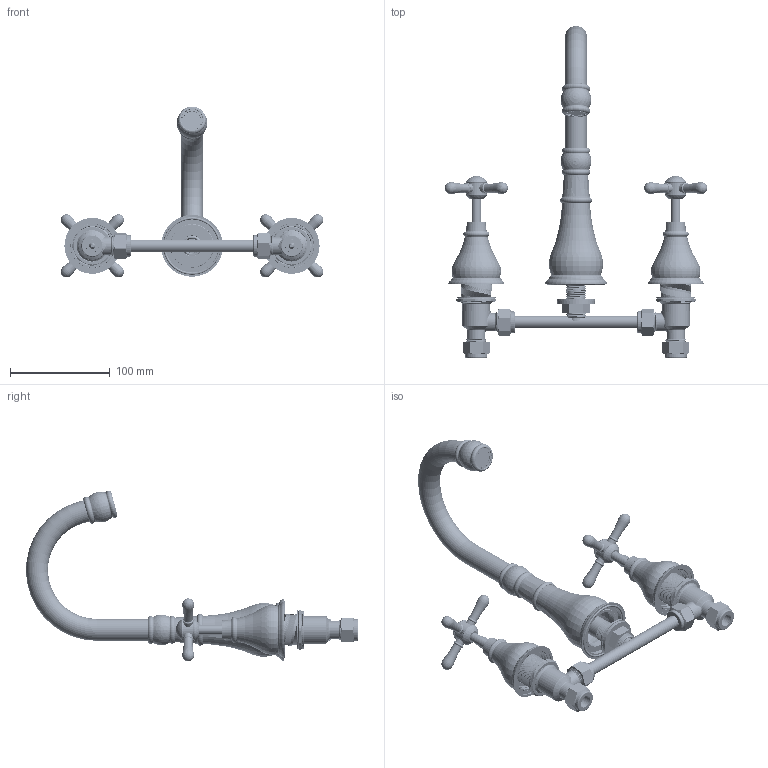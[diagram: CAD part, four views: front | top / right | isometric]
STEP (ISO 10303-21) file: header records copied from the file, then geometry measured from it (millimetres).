
FILE_DESCRIPTION (( 'STEP AP203' ), '1' );
FILE_NAME ('MV1040CH.STEP', '2020-02-26T08:16:57', ( 'Windows 蚚誧' ), ( '' ), 'SwSTEP 2.0', 'SolidWorks 2019', '' );
FILE_SCHEMA (( 'CONFIG_CONTROL_DESIGN' ));
Length unit declared in the file: millimetre
Products named in the file (53): 囀鞠褒潑芛蹟佪M5x12 (G12090G00); MV坋趼忒梟裝; MV双把面盆钟罩组件; MV堤阨諳; 菜え; 邧參醱髓褒概郪; 110慢开插齿G58阀芯（36.5阀盖）; MV22堤阨奪蟀諉璃ㄗ郪ㄘ; M4x5 囀鞠褒す傷蹟佪; 醱髓埴俔郪;     M70ZS02C     MV醱髓堤阨奪釱; Z19021D00  邧參翋极; MV坋趼忒梟; 170豜肣諉奪郪 R02001Z03; G03009C00  邧參鞠褒簽; 砦阨郋郪; 18x1.5 O型圈; MV堤阨諳ㄗ郪ㄘ; M4X5 囀鞠褒潑芛蹟佪; MV三通面盆底帽; MV双把十字手轮座加M4;    M70ZS00C     MV醱髓笘欶 ; 邧參醱髓翋极郪; G03097P00   呿蹋鞠褒簽; M16x1 22奪爾諉芛; MV22堤阨奪蟀諉璃; 臟賙M21.5X1堤阨厙; 14x3 O型圈（双把紫铜管）; 110鞣羲喳喘佪裝; G1-2醱髓酗諉芛; 28.5X22.5X1.5綻祧菜え; 囀鞠褒潑芛蹟佪M5x8  (G12096G00); 22醱髓埴俔ㄗ爾諉ㄘ; MV1040CH; M05001P00  呿蹋縐杶; 双把110慢开面盆主体组; MV1040A; M16X1 22奪爾諉簽; 22埴俔爾諉奪; 58x2.5 O型圈 - UA70MV三通底帽 ...
Assembly tree (87 placements, depth 5):
  MV1040CH
    双把110慢开面盆主体组
      邧參醱髓翋极郪
        邧參醱髓褒概郪
          Z19021D00  邧參翋极
          G03008C00   概极匐褒簽  x2
          40X32X1.5呿蹋菜え  x2
          G03009C00  邧參鞠褒簽  x2
          M05001P00  呿蹋縐杶  x2
        邧參醱髓褒概郪
          Z19021D00  邧參翋极
          G03008C00   概极匐褒簽  x2
          40X32X1.5呿蹋菜え  x2
          G03009C00  邧參鞠褒簽  x2
          M05001P00  呿蹋縐杶  x2
        170豜肣諉奪郪 R02001Z03
          14x3 O型圈（双把紫铜管）  x2
          R02002Z00  12.7豜肣奪
          G07010C00  豜肣奪爾諉芛
      MV双把面盆钟罩组件
           M70ZS00C     MV醱髓笘欶 
           M70ZS01C     MV醱髓笘欶蚾庉簽
      MV双把面盆钟罩组件
           M70ZS00C     MV醱髓笘欶 
           M70ZS01C     MV醱髓笘欶蚾庉簽
      110慢开插齿G58阀芯（36.5阀盖）
        110鞣羲喳喘佪裝
        28.5X22.5X1.5綻祧菜え
        砦阨郋郪
          G5-8砦阨郋极
          G5-8砦阨郋砎蝶え
      110慢开插齿G58阀芯（36.5阀盖）
        110鞣羲喳喘佪裝
        28.5X22.5X1.5綻祧菜え
        砦阨郋郪
          G5-8砦阨郋极
          G5-8砦阨郋砎蝶え
    邧參醱髓奪釱郪
          M70ZS02C     MV醱髓堤阨奪釱
      MV三通面盆底帽
      G1-2醱髓酗諉芛
      18x1.5 O型圈
      G03097P00   呿蹋鞠褒簽
      菜え
      M4x5 囀鞠褒す傷蹟佪
      58x2.5 O型圈 - UA70MV三通底帽
    MV1040A
      MV堤阨諳ㄗ郪ㄘ
        MV堤阨諳
        臟賙M21.5X1堤阨厙
      醱髓埴俔郪
        MV22堤阨奪蟀諉璃ㄗ郪ㄘ
          MV22堤阨奪蟀諉璃
        22醱髓埴俔ㄗ爾諉ㄘ
          22埴俔爾諉奪
          M16X1 22奪爾諉簽
          M16x1 22奪爾諉芛
    MV坋趼忒梟
      MV双把十字手轮座加M4
      MV坋趼忒梟裝  x4
Bounding box: 263.32 x 332.91 x 171.42 mm (x, y, z)
Volume: 271208.3 mm3; surface area: 254079.6 mm2
Topology: 69 solids, 69 shells, 3484 faces, 9276 edges, 5982 vertices
Faces by surface type: cylinder 1705, plane 678, cone 440, bspline 347, torus 298, sphere 16
Entity records: 132667 total; most frequent: CARTESIAN_POINT 88620, ORIENTED_EDGE 8836, DIRECTION 6944, EDGE_CURVE 4418, VERTEX_POINT 2870, AXIS2_PLACEMENT_3D 2792, EDGE_LOOP 1828, ADVANCED_FACE 1690
